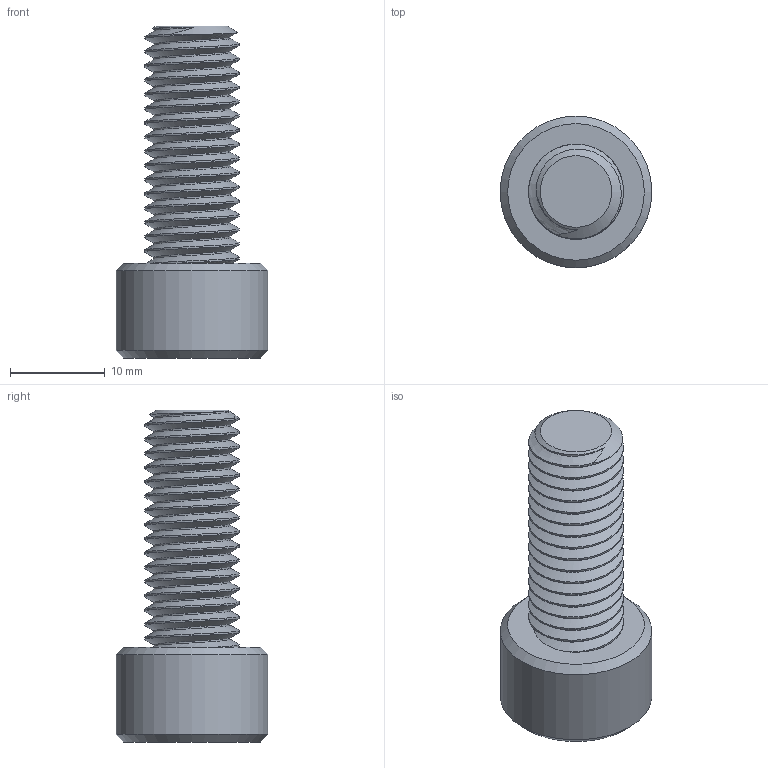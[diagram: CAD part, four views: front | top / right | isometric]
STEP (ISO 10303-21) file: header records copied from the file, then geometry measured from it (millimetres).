
FILE_DESCRIPTION(/* description */ ('STEP AP203'),/* implementation_level */ '2;1');
FILE_NAME(/* name */ 'screws_20mm_m10x1.5_ext.stp',/* time_stamp */ '2022-12-09T16:53:11+01:00',/* author */ ('Rik Ubaghs'),/* organization */ ('Managed by Terraform'),/* preprocessor_version */ 'ST-DEVELOPER v18.1',/* originating_system */ 'Autodesk Inventor 2021',/* authorisation */ '');
FILE_SCHEMA (('AUTOMOTIVE_DESIGN { 1 0 10303 214 3 1 1 }'));
Length unit declared in the file: millimetre
Products named in the file (1): screws_20mm_m10x1.5_ext
Bounding box: 16 x 16 x 35 mm (x, y, z)
Volume: 3246.4 mm3; surface area: 2235.2 mm2
Topology: 1 solids, 1 shells, 56 faces, 147 edges, 95 vertices
Faces by surface type: cylinder 35, plane 10, cone 9, bspline 2
Full cylindrical faces by diameter (mm): 8.051 x15, 10 x15, 16 x1
Entity records: 9949 total; most frequent: CARTESIAN_POINT 8680, ORIENTED_EDGE 294, DIRECTION 198, EDGE_CURVE 147, VERTEX_POINT 95, AXIS2_PLACEMENT_3D 75, B_SPLINE_CURVE_WITH_KNOTS 73, EDGE_LOOP 58
